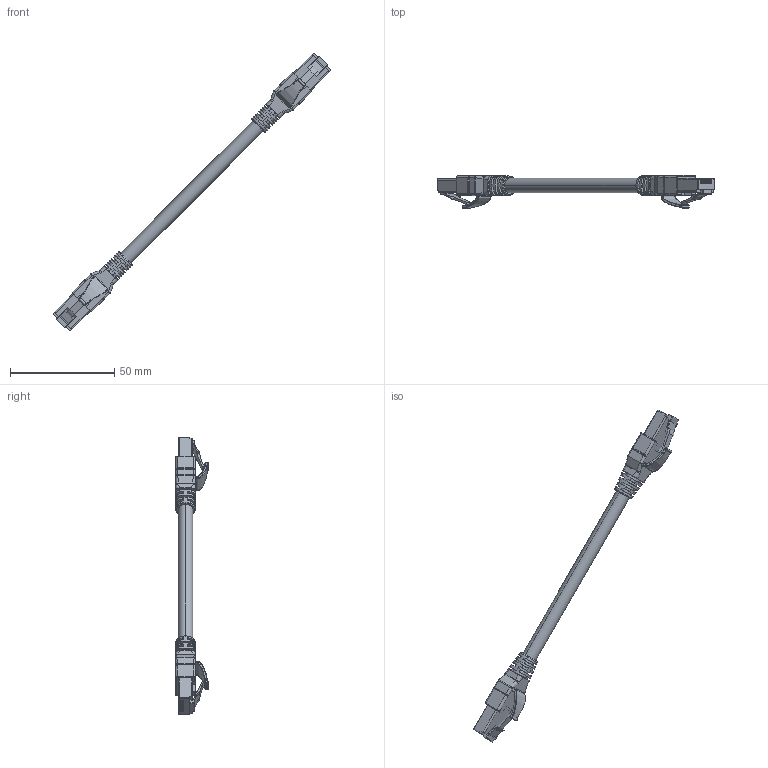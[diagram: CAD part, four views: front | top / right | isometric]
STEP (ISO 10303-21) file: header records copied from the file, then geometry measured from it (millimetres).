
FILE_DESCRIPTION((''),'2;1');
FILE_NAME('PRT0151','2023-12-12T',('13539'),(''),'PRO/ENGINEER BY PARAMETRIC TECHNOLOGY CORPORATION, 2012480','PRO/ENGINEER BY PARAMETRIC TECHNOLOGY CORPORATION, 2012480','');
FILE_SCHEMA(('CONFIG_CONTROL_DESIGN'));
Length unit declared in the file: millimetre
Products named in the file (1): PRT0151
Bounding box: 133.16 x 15.7 x 133.16 mm (x, y, z)
Volume: 11466.4 mm3; surface area: 7244.9 mm2
Topology: 1 solids, 1 shells, 776 faces, 2078 edges, 1308 vertices
Faces by surface type: plane 390, bspline 190, cylinder 142, torus 44, extrusion 6, sphere 4
Entity records: 33200 total; most frequent: CARTESIAN_POINT 15510, ORIENTED_EDGE 4128, DIRECTION 2974, EDGE_CURVE 2064, VERTEX_POINT 1308, VECTOR 1166, LINE 1160, AXIS2_PLACEMENT_3D 904
